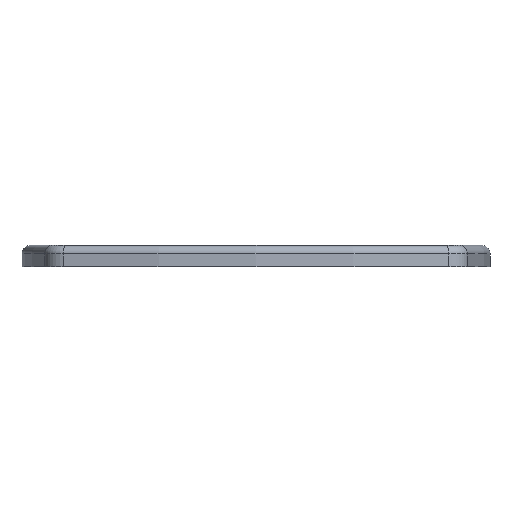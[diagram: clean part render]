
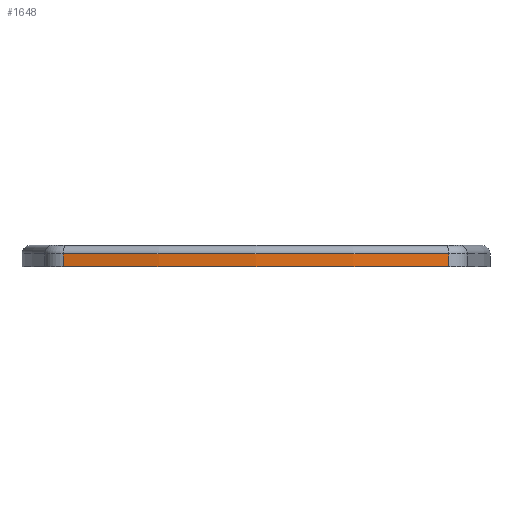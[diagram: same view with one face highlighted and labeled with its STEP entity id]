
A CAD part, front view. The second image highlights one B-rep face of the part: STEP entity #1648.
In plain terms, the highlighted cylindrical face has radius 194.619 mm (diameter 389.237 mm), a partial arc.
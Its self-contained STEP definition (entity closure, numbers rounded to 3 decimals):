
#69 = DIRECTION ( 'NONE',  ( 0., 0., -1. ) ) ;
#318 = CARTESIAN_POINT ( 'NONE',  ( 45.444, -49.889, 5. ) ) ;
#534 = ORIENTED_EDGE ( 'NONE', *, *, #2625, .T. ) ;
#578 = CARTESIAN_POINT ( 'NONE',  ( -45.444, -49.889, 5. ) ) ;
#658 = EDGE_CURVE ( 'NONE', #3051, #2026, #2914, .T. ) ;
#824 = CIRCLE ( 'NONE', #4788, 194.619 ) ;
#896 = DIRECTION ( 'NONE',  ( -1., 0., 0. ) ) ;
#1089 = DIRECTION ( 'NONE',  ( 0., 0., 1. ) ) ;
#1224 = CARTESIAN_POINT ( 'NONE',  ( 0., 139.349, 0. ) ) ;
#1241 = VERTEX_POINT ( 'NONE', #3274 ) ;
#1342 = CARTESIAN_POINT ( 'NONE',  ( 45.444, -49.889, 3. ) ) ;
#1419 = DIRECTION ( 'NONE',  ( 0., 0., -1. ) ) ;
#1621 = VECTOR ( 'NONE', #1089, 1000. ) ;
#1648 = ADVANCED_FACE ( 'NONE', ( #3110 ), #3364, .T. ) ;
#1700 = CIRCLE ( 'NONE', #2824, 194.619 ) ;
#2026 = VERTEX_POINT ( 'NONE', #1342 ) ;
#2100 = ORIENTED_EDGE ( 'NONE', *, *, #5135, .T. ) ;
#2427 = AXIS2_PLACEMENT_3D ( 'NONE', #4359, #1419, #3516 ) ;
#2561 = EDGE_CURVE ( 'NONE', #2026, #3662, #824, .T. ) ;
#2625 = EDGE_CURVE ( 'NONE', #3662, #1241, #2896, .T. ) ;
#2812 = CARTESIAN_POINT ( 'NONE',  ( -45.444, -49.889, 3. ) ) ;
#2824 = AXIS2_PLACEMENT_3D ( 'NONE', #1224, #5346, #4925 ) ;
#2896 = LINE ( 'NONE', #578, #4508 ) ;
#2914 = LINE ( 'NONE', #318, #1621 ) ;
#3027 = ORIENTED_EDGE ( 'NONE', *, *, #658, .T. ) ;
#3051 = VERTEX_POINT ( 'NONE', #3226 ) ;
#3110 = FACE_OUTER_BOUND ( 'NONE', #4962, .T. ) ;
#3226 = CARTESIAN_POINT ( 'NONE',  ( 45.444, -49.889, 0. ) ) ;
#3274 = CARTESIAN_POINT ( 'NONE',  ( -45.444, -49.889, 0. ) ) ;
#3364 = CYLINDRICAL_SURFACE ( 'NONE', #2427, 194.619 ) ;
#3516 = DIRECTION ( 'NONE',  ( -1., 0., 0. ) ) ;
#3662 = VERTEX_POINT ( 'NONE', #2812 ) ;
#3727 = ORIENTED_EDGE ( 'NONE', *, *, #2561, .T. ) ;
#4310 = DIRECTION ( 'NONE',  ( 0., 0., -1. ) ) ;
#4359 = CARTESIAN_POINT ( 'NONE',  ( 0., 139.349, 5. ) ) ;
#4508 = VECTOR ( 'NONE', #4310, 1000. ) ;
#4788 = AXIS2_PLACEMENT_3D ( 'NONE', #5002, #69, #896 ) ;
#4925 = DIRECTION ( 'NONE',  ( 1., 0., 0. ) ) ;
#4962 = EDGE_LOOP ( 'NONE', ( #3027, #3727, #534, #2100 ) ) ;
#5002 = CARTESIAN_POINT ( 'NONE',  ( 0., 139.349, 3. ) ) ;
#5135 = EDGE_CURVE ( 'NONE', #1241, #3051, #1700, .T. ) ;
#5346 = DIRECTION ( 'NONE',  ( 0., 0., 1. ) ) ;
